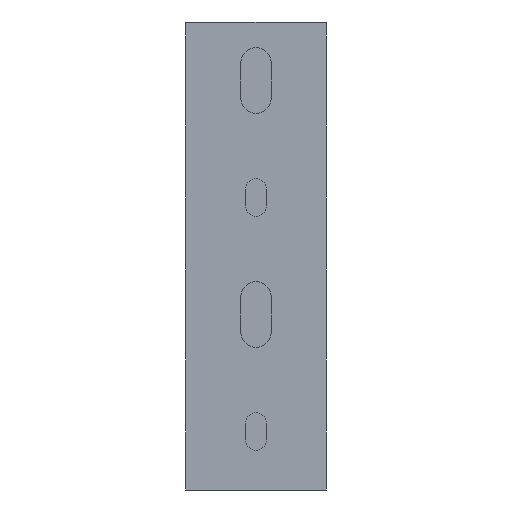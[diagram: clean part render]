
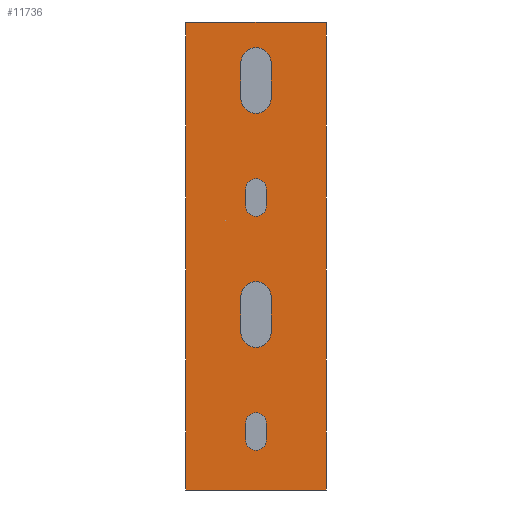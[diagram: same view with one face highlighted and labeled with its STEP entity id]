
A CAD part, front view. The second image highlights one B-rep face of the part: STEP entity #11736.
In plain terms, the highlighted planar face has unit normal (0, -1, 0).
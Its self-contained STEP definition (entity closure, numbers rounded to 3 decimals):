
#856=DIRECTION('',(0.,0.,-1.));
#857=VECTOR('',#856,100.);
#858=CARTESIAN_POINT('',(-15.,-1.8,0.));
#859=LINE('',#858,#857);
#3982=DIRECTION('',(1.,0.,0.));
#3983=VECTOR('',#3982,30.);
#3984=CARTESIAN_POINT('',(-15.,-1.8,0.));
#3985=LINE('',#3984,#3983);
#3989=DIRECTION('',(0.,0.,-1.));
#3990=VECTOR('',#3989,100.);
#3991=CARTESIAN_POINT('',(15.,-1.8,0.));
#3992=LINE('',#3991,#3990);
#3996=DIRECTION('',(-1.,0.,0.));
#3997=VECTOR('',#3996,30.);
#3998=CARTESIAN_POINT('',(15.,-1.8,-100.));
#3999=LINE('',#3998,#3997);
#4003=DIRECTION('',(0.,0.,1.));
#4004=VECTOR('',#4003,7.5);
#4005=CARTESIAN_POINT('',(3.25,-1.8,-16.25));
#4006=LINE('',#4005,#4004);
#4010=DIRECTION('',(0.,0.,1.));
#4011=VECTOR('',#4010,7.5);
#4012=CARTESIAN_POINT('',(-3.25,-1.8,-16.25));
#4013=LINE('',#4012,#4011);
#4017=DIRECTION('',(0.,0.,1.));
#4018=VECTOR('',#4017,3.5);
#4019=CARTESIAN_POINT('',(2.25,-1.8,-39.25));
#4020=LINE('',#4019,#4018);
#4024=DIRECTION('',(0.,0.,1.));
#4025=VECTOR('',#4024,3.5);
#4026=CARTESIAN_POINT('',(-2.25,-1.8,-39.25));
#4027=LINE('',#4026,#4025);
#4031=DIRECTION('',(0.,0.,1.));
#4032=VECTOR('',#4031,7.5);
#4033=CARTESIAN_POINT('',(3.25,-1.8,-66.25));
#4034=LINE('',#4033,#4032);
#4038=DIRECTION('',(0.,0.,1.));
#4039=VECTOR('',#4038,7.5);
#4040=CARTESIAN_POINT('',(-3.25,-1.8,-66.25));
#4041=LINE('',#4040,#4039);
#4045=DIRECTION('',(0.,0.,1.));
#4046=VECTOR('',#4045,3.5);
#4047=CARTESIAN_POINT('',(2.25,-1.8,-89.25));
#4048=LINE('',#4047,#4046);
#4052=DIRECTION('',(0.,0.,1.));
#4053=VECTOR('',#4052,3.5);
#4054=CARTESIAN_POINT('',(-2.25,-1.8,-89.25));
#4055=LINE('',#4054,#4053);
#4059=CARTESIAN_POINT('',(0.,-1.8,-16.25));
#4060=DIRECTION('',(0.,1.,0.));
#4061=DIRECTION('',(1.,0.,0.));
#4062=AXIS2_PLACEMENT_3D('',#4059,#4060,#4061);
#4097=CARTESIAN_POINT('',(0.,-1.8,-8.75));
#4098=DIRECTION('',(0.,1.,0.));
#4099=DIRECTION('',(-1.,0.,0.));
#4100=AXIS2_PLACEMENT_3D('',#4097,#4098,#4099);
#4119=CARTESIAN_POINT('',(0.,-1.8,-39.25));
#4120=DIRECTION('',(0.,1.,0.));
#4121=DIRECTION('',(1.,0.,0.));
#4122=AXIS2_PLACEMENT_3D('',#4119,#4120,#4121);
#4157=CARTESIAN_POINT('',(0.,-1.8,-35.75));
#4158=DIRECTION('',(0.,1.,0.));
#4159=DIRECTION('',(-1.,0.,0.));
#4160=AXIS2_PLACEMENT_3D('',#4157,#4158,#4159);
#4179=CARTESIAN_POINT('',(0.,-1.8,-66.25));
#4180=DIRECTION('',(0.,1.,0.));
#4181=DIRECTION('',(1.,0.,0.));
#4182=AXIS2_PLACEMENT_3D('',#4179,#4180,#4181);
#4217=CARTESIAN_POINT('',(0.,-1.8,-58.75));
#4218=DIRECTION('',(0.,1.,0.));
#4219=DIRECTION('',(-1.,0.,0.));
#4220=AXIS2_PLACEMENT_3D('',#4217,#4218,#4219);
#4239=CARTESIAN_POINT('',(0.,-1.8,-89.25));
#4240=DIRECTION('',(0.,1.,0.));
#4241=DIRECTION('',(1.,0.,0.));
#4242=AXIS2_PLACEMENT_3D('',#4239,#4240,#4241);
#4277=CARTESIAN_POINT('',(0.,-1.8,-85.75));
#4278=DIRECTION('',(0.,1.,0.));
#4279=DIRECTION('',(-1.,0.,0.));
#4280=AXIS2_PLACEMENT_3D('',#4277,#4278,#4279);
#7229=CARTESIAN_POINT('',(-3.25,-1.8,-8.75));
#7230=CARTESIAN_POINT('',(3.25,-1.8,-8.75));
#7231=VERTEX_POINT('',#7229);
#7232=VERTEX_POINT('',#7230);
#7241=CARTESIAN_POINT('',(3.25,-1.8,-16.25));
#7242=CARTESIAN_POINT('',(-3.25,-1.8,-16.25));
#7243=VERTEX_POINT('',#7241);
#7244=VERTEX_POINT('',#7242);
#7245=CARTESIAN_POINT('',(-2.25,-1.8,-35.75));
#7246=CARTESIAN_POINT('',(2.25,-1.8,-35.75));
#7247=VERTEX_POINT('',#7245);
#7248=VERTEX_POINT('',#7246);
#7257=CARTESIAN_POINT('',(2.25,-1.8,-39.25));
#7258=CARTESIAN_POINT('',(-2.25,-1.8,-39.25));
#7259=VERTEX_POINT('',#7257);
#7260=VERTEX_POINT('',#7258);
#7261=CARTESIAN_POINT('',(-3.25,-1.8,-66.25));
#7262=CARTESIAN_POINT('',(-3.25,-1.8,-58.75));
#7263=VERTEX_POINT('',#7261);
#7264=VERTEX_POINT('',#7262);
#7265=CARTESIAN_POINT('',(-2.25,-1.8,-89.25));
#7266=CARTESIAN_POINT('',(-2.25,-1.8,-85.75));
#7267=VERTEX_POINT('',#7265);
#7268=VERTEX_POINT('',#7266);
#7277=CARTESIAN_POINT('',(3.25,-1.8,-66.25));
#7278=CARTESIAN_POINT('',(3.25,-1.8,-58.75));
#7279=VERTEX_POINT('',#7277);
#7280=VERTEX_POINT('',#7278);
#7281=CARTESIAN_POINT('',(2.25,-1.8,-89.25));
#7282=CARTESIAN_POINT('',(2.25,-1.8,-85.75));
#7283=VERTEX_POINT('',#7281);
#7284=VERTEX_POINT('',#7282);
#8249=CARTESIAN_POINT('',(-15.,-1.8,0.));
#8250=CARTESIAN_POINT('',(-15.,-1.8,-100.));
#8251=VERTEX_POINT('',#8249);
#8252=VERTEX_POINT('',#8250);
#8253=CARTESIAN_POINT('',(15.,-1.8,0.));
#8254=CARTESIAN_POINT('',(15.,-1.8,-100.));
#8255=VERTEX_POINT('',#8253);
#8256=VERTEX_POINT('',#8254);
#11685=CARTESIAN_POINT('',(-15.,-1.8,0.));
#11686=DIRECTION('',(0.,-1.,0.));
#11687=DIRECTION('',(1.,0.,0.));
#11688=AXIS2_PLACEMENT_3D('',#11685,#11686,#11687);
#11689=PLANE('',#11688);
#11690=ORIENTED_EDGE('',*,*,#8552,.T.);
#11691=ORIENTED_EDGE('',*,*,#8730,.T.);
#11692=ORIENTED_EDGE('',*,*,#9003,.T.);
#11693=ORIENTED_EDGE('',*,*,#9224,.F.);
#11694=EDGE_LOOP('',(#11690,#11691,#11692,#11693));
#11695=FACE_OUTER_BOUND('',#11694,.F.);
#11697=ORIENTED_EDGE('',*,*,#11696,.F.);
#11699=ORIENTED_EDGE('',*,*,#11698,.T.);
#11701=ORIENTED_EDGE('',*,*,#11700,.F.);
#11703=ORIENTED_EDGE('',*,*,#11702,.F.);
#11704=EDGE_LOOP('',(#11697,#11699,#11701,#11703));
#11705=FACE_BOUND('',#11704,.F.);
#11707=ORIENTED_EDGE('',*,*,#11706,.F.);
#11709=ORIENTED_EDGE('',*,*,#11708,.T.);
#11711=ORIENTED_EDGE('',*,*,#11710,.F.);
#11713=ORIENTED_EDGE('',*,*,#11712,.F.);
#11714=EDGE_LOOP('',(#11707,#11709,#11711,#11713));
#11715=FACE_BOUND('',#11714,.F.);
#11717=ORIENTED_EDGE('',*,*,#11716,.F.);
#11719=ORIENTED_EDGE('',*,*,#11718,.T.);
#11721=ORIENTED_EDGE('',*,*,#11720,.F.);
#11723=ORIENTED_EDGE('',*,*,#11722,.F.);
#11724=EDGE_LOOP('',(#11717,#11719,#11721,#11723));
#11725=FACE_BOUND('',#11724,.F.);
#11727=ORIENTED_EDGE('',*,*,#11726,.F.);
#11729=ORIENTED_EDGE('',*,*,#11728,.T.);
#11731=ORIENTED_EDGE('',*,*,#11730,.F.);
#11733=ORIENTED_EDGE('',*,*,#11732,.F.);
#11734=EDGE_LOOP('',(#11727,#11729,#11731,#11733));
#11735=FACE_BOUND('',#11734,.F.);
#4063=CIRCLE('',#4062,3.25);
#4101=CIRCLE('',#4100,3.25);
#4123=CIRCLE('',#4122,2.25);
#4161=CIRCLE('',#4160,2.25);
#4183=CIRCLE('',#4182,3.25);
#4221=CIRCLE('',#4220,3.25);
#4243=CIRCLE('',#4242,2.25);
#4281=CIRCLE('',#4280,2.25);
#8552=EDGE_CURVE('',#8251,#8255,#3985,.T.);
#8730=EDGE_CURVE('',#8255,#8256,#3992,.T.);
#9003=EDGE_CURVE('',#8256,#8252,#3999,.T.);
#9224=EDGE_CURVE('',#8251,#8252,#859,.T.);
#11696=EDGE_CURVE('',#7243,#7244,#4063,.T.);
#11698=EDGE_CURVE('',#7243,#7232,#4006,.T.);
#11700=EDGE_CURVE('',#7231,#7232,#4101,.T.);
#11702=EDGE_CURVE('',#7244,#7231,#4013,.T.);
#11706=EDGE_CURVE('',#7259,#7260,#4123,.T.);
#11708=EDGE_CURVE('',#7259,#7248,#4020,.T.);
#11710=EDGE_CURVE('',#7247,#7248,#4161,.T.);
#11712=EDGE_CURVE('',#7260,#7247,#4027,.T.);
#11716=EDGE_CURVE('',#7279,#7263,#4183,.T.);
#11718=EDGE_CURVE('',#7279,#7280,#4034,.T.);
#11720=EDGE_CURVE('',#7264,#7280,#4221,.T.);
#11722=EDGE_CURVE('',#7263,#7264,#4041,.T.);
#11726=EDGE_CURVE('',#7283,#7267,#4243,.T.);
#11728=EDGE_CURVE('',#7283,#7284,#4048,.T.);
#11730=EDGE_CURVE('',#7268,#7284,#4281,.T.);
#11732=EDGE_CURVE('',#7267,#7268,#4055,.T.);
#11736=ADVANCED_FACE('',(#11695,#11705,#11715,#11725,#11735),#11689,.T.);
